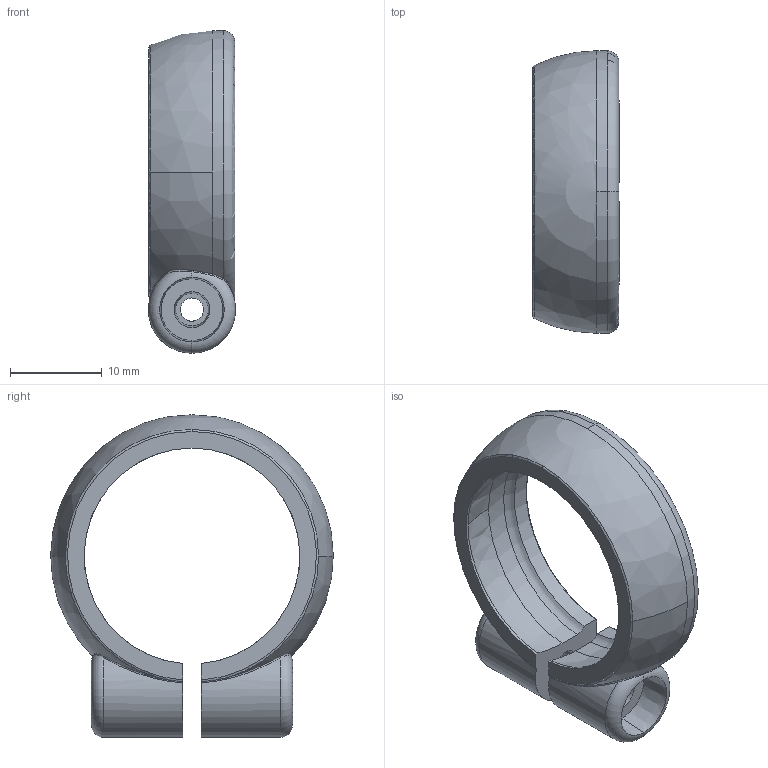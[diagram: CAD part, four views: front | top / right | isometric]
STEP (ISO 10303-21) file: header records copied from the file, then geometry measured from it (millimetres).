
FILE_DESCRIPTION (( 'STEP AP203' ), '1' );
FILE_NAME ('1-2 Element Clamp.STEP', '2005-02-04T23:43:40', ( 'mark lockwood' ), ( 'lockwood products inc.' ), 'SwSTEP 2.0', 'SolidWorks 2004146', '' );
FILE_SCHEMA (( 'CONFIG_CONTROL_DESIGN' ));
Length unit declared in the file: inch
Products named in the file (1): 1-2 Element Clamp
Bounding box: 9.52 x 30.86 x 35.23 mm (x, y, z)
Volume: 2955.1 mm3; surface area: 2650 mm2
Topology: 1 solids, 1 shells, 54 faces, 140 edges, 86 vertices
Faces by surface type: bspline 12, cylinder 12, torus 12, sphere 6, plane 6, cone 6
Entity records: 5170 total; most frequent: CARTESIAN_POINT 3818, ORIENTED_EDGE 276, DIRECTION 264, EDGE_CURVE 138, AXIS2_PLACEMENT_3D 121, VERTEX_POINT 86, CIRCLE 78, EDGE_LOOP 58
